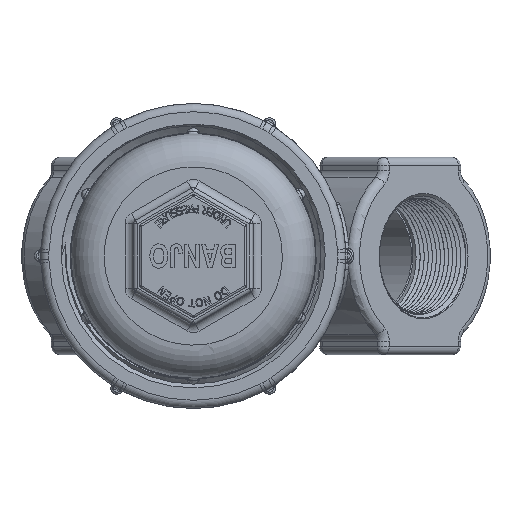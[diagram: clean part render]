
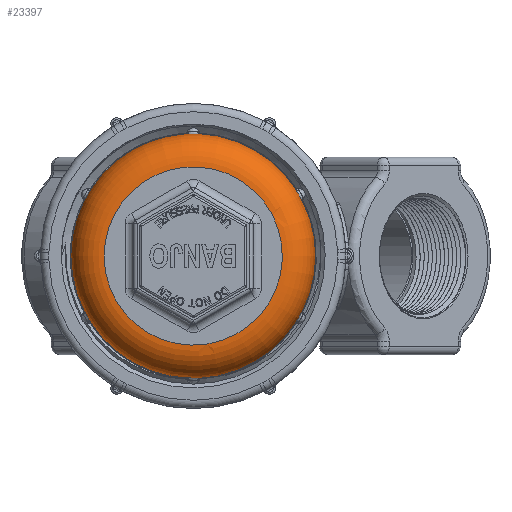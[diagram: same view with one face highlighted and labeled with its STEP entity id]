
A CAD part, front view. The second image highlights one B-rep face of the part: STEP entity #23397.
In plain terms, the highlighted toroidal (fillet/blend) face has major radius 34.319 mm and minor radius 12.7 mm.
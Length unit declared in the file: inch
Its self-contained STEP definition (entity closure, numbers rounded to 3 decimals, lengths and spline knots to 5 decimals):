
#236=TOROIDAL_SURFACE($,#25580,1.35115,0.5);
#4982=CIRCLE($,#25363,1.35115);
#5098=CIRCLE($,#25581,1.85115);
#5099=CIRCLE($,#25582,1.85115);
#5100=CIRCLE($,#25583,1.85115);
#5101=CIRCLE($,#25584,1.85115);
#5102=CIRCLE($,#25585,1.85115);
#5103=CIRCLE($,#25586,1.85115);
#5359=FACE_BOUND($,#7567,.T.);
#6122=FACE_OUTER_BOUND($,#7566,.T.);
#7566=EDGE_LOOP($,(#18476,#18477,#18478,#18479,#18480,#18481,#18482,#18483,
#18484,#18485,#18486,#18487));
#7567=EDGE_LOOP($,(#18488));
#8703=B_SPLINE_CURVE_WITH_KNOTS($,3,(#46066,#46067,#46068,#46069,#46070,
#46071),.UNSPECIFIED.,.F.,.F.,(4,1,1,4),(-2.97563,-2.70553,
-2.52547,-2.3454),.UNSPECIFIED.);
#8707=B_SPLINE_CURVE_WITH_KNOTS($,3,(#46128,#46129,#46130,#46131,#46132,
#46133),.UNSPECIFIED.,.F.,.F.,(4,1,1,4),(-0.63023,-0.45016,
-0.2701,0.),.UNSPECIFIED.);
#8708=B_SPLINE_CURVE_WITH_KNOTS($,3,(#46137,#46138,#46139,#46140,#46141,
#46142),.UNSPECIFIED.,.F.,.F.,(4,1,1,4),(-2.97563,-2.79557,
-2.6155,-2.3454),.UNSPECIFIED.);
#8709=B_SPLINE_CURVE_WITH_KNOTS($,3,(#46146,#46147,#46148,#46149,#46150,
#46151),.UNSPECIFIED.,.F.,.F.,(4,1,1,4),(-2.97563,-2.79557,
-2.6155,-2.3454),.UNSPECIFIED.);
#8710=B_SPLINE_CURVE_WITH_KNOTS($,3,(#46155,#46156,#46157,#46158,#46159,
#46160),.UNSPECIFIED.,.F.,.F.,(4,1,1,4),(-0.63023,-0.45016,
-0.2701,0.),.UNSPECIFIED.);
#8711=B_SPLINE_CURVE_WITH_KNOTS($,3,(#46164,#46165,#46166,#46167,#46168,
#46169),.UNSPECIFIED.,.F.,.F.,(4,1,1,4),(-2.97563,-2.79557,
-2.6155,-2.3454),.UNSPECIFIED.);
#10411=VERTEX_POINT($,#45227);
#10542=VERTEX_POINT($,#46023);
#10544=VERTEX_POINT($,#46064);
#10545=VERTEX_POINT($,#46125);
#10546=VERTEX_POINT($,#46127);
#10547=VERTEX_POINT($,#46134);
#10548=VERTEX_POINT($,#46136);
#10549=VERTEX_POINT($,#46143);
#10550=VERTEX_POINT($,#46145);
#10551=VERTEX_POINT($,#46152);
#10552=VERTEX_POINT($,#46154);
#10553=VERTEX_POINT($,#46161);
#10554=VERTEX_POINT($,#46163);
#13169=EDGE_CURVE($,#10411,#10411,#4982,.T.);
#13401=EDGE_CURVE($,#10544,#10542,#8703,.T.);
#13407=EDGE_CURVE($,#10545,#10544,#5098,.T.);
#13408=EDGE_CURVE($,#10546,#10545,#8707,.T.);
#13409=EDGE_CURVE($,#10547,#10546,#5099,.T.);
#13410=EDGE_CURVE($,#10548,#10547,#8708,.T.);
#13411=EDGE_CURVE($,#10549,#10548,#5100,.T.);
#13412=EDGE_CURVE($,#10550,#10549,#8709,.T.);
#13413=EDGE_CURVE($,#10551,#10550,#5101,.T.);
#13414=EDGE_CURVE($,#10552,#10551,#8710,.T.);
#13415=EDGE_CURVE($,#10553,#10552,#5102,.T.);
#13416=EDGE_CURVE($,#10554,#10553,#8711,.T.);
#13417=EDGE_CURVE($,#10542,#10554,#5103,.T.);
#18476=ORIENTED_EDGE($,*,*,#13401,.F.);
#18477=ORIENTED_EDGE($,*,*,#13407,.F.);
#18478=ORIENTED_EDGE($,*,*,#13408,.F.);
#18479=ORIENTED_EDGE($,*,*,#13409,.F.);
#18480=ORIENTED_EDGE($,*,*,#13410,.F.);
#18481=ORIENTED_EDGE($,*,*,#13411,.F.);
#18482=ORIENTED_EDGE($,*,*,#13412,.F.);
#18483=ORIENTED_EDGE($,*,*,#13413,.F.);
#18484=ORIENTED_EDGE($,*,*,#13414,.F.);
#18485=ORIENTED_EDGE($,*,*,#13415,.F.);
#18486=ORIENTED_EDGE($,*,*,#13416,.F.);
#18487=ORIENTED_EDGE($,*,*,#13417,.F.);
#18488=ORIENTED_EDGE($,*,*,#13169,.T.);
#23397=ADVANCED_FACE($,(#6122,#5359),#236,.T.);
#25363=AXIS2_PLACEMENT_3D($,#45228,#29019,#29020);
#25580=AXIS2_PLACEMENT_3D($,#46124,#29543,#29544);
#25581=AXIS2_PLACEMENT_3D($,#46126,#29545,#29546);
#25582=AXIS2_PLACEMENT_3D($,#46135,#29547,#29548);
#25583=AXIS2_PLACEMENT_3D($,#46144,#29549,#29550);
#25584=AXIS2_PLACEMENT_3D($,#46153,#29551,#29552);
#25585=AXIS2_PLACEMENT_3D($,#46162,#29553,#29554);
#25586=AXIS2_PLACEMENT_3D($,#46170,#29555,#29556);
#29019=DIRECTION('center_axis',(0.,1.,0.));
#29020=DIRECTION('ref_axis',(-1.,0.,0.));
#29543=DIRECTION('center_axis',(0.,1.,0.));
#29544=DIRECTION('ref_axis',(0.,0.,1.));
#29545=DIRECTION('center_axis',(0.,1.,0.));
#29546=DIRECTION('ref_axis',(-1.,0.,0.));
#29547=DIRECTION('center_axis',(0.,1.,0.));
#29548=DIRECTION('ref_axis',(-1.,0.,0.));
#29549=DIRECTION('center_axis',(0.,1.,0.));
#29550=DIRECTION('ref_axis',(-1.,0.,0.));
#29551=DIRECTION('center_axis',(0.,1.,0.));
#29552=DIRECTION('ref_axis',(-1.,0.,0.));
#29553=DIRECTION('center_axis',(0.,1.,0.));
#29554=DIRECTION('ref_axis',(-1.,0.,0.));
#29555=DIRECTION('center_axis',(0.,1.,0.));
#29556=DIRECTION('ref_axis',(-1.,0.,0.));
#45227=CARTESIAN_POINT('',(-1.35115,-3.44,0.));
#45228=CARTESIAN_POINT('Origin',(0.,-3.44,0.));
#46023=CARTESIAN_POINT('',(-1.54725,-2.94,1.01625));
#46064=CARTESIAN_POINT('',(-1.65373,-2.94,0.83183));
#46066=CARTESIAN_POINT('Ctrl Pts',(-1.65373,-2.94,
0.83183));
#46067=CARTESIAN_POINT('Ctrl Pts',(-1.64357,-2.9639,0.85202));
#46068=CARTESIAN_POINT('Ctrl Pts',(-1.61605,-2.99004,
0.89903));
#46069=CARTESIAN_POINT('Ctrl Pts',(-1.5753,-2.98083,
0.97004));
#46070=CARTESIAN_POINT('Ctrl Pts',(-1.55551,-2.9559,
1.00368));
#46071=CARTESIAN_POINT('Ctrl Pts',(-1.54725,-2.94,
1.01625));
#46124=CARTESIAN_POINT('Origin',(0.,-2.94,0.));
#46125=CARTESIAN_POINT('',(-1.65373,-2.94,-0.83183));
#46126=CARTESIAN_POINT('Origin',(0.,-2.94,0.));
#46127=CARTESIAN_POINT('',(-1.54725,-2.94,-1.01625));
#46128=CARTESIAN_POINT('Ctrl Pts',(-1.54725,-2.94,
-1.01625));
#46129=CARTESIAN_POINT('Ctrl Pts',(-1.55552,-2.95593,
-1.00366));
#46130=CARTESIAN_POINT('Ctrl Pts',(-1.5753,-2.98081,
-0.97004));
#46131=CARTESIAN_POINT('Ctrl Pts',(-1.61605,-2.99004,
-0.89902));
#46132=CARTESIAN_POINT('Ctrl Pts',(-1.64359,-2.96386,
-0.85199));
#46133=CARTESIAN_POINT('Ctrl Pts',(-1.65373,-2.94,
-0.83183));
#46134=CARTESIAN_POINT('',(-0.10647,-2.94,-1.84809));
#46135=CARTESIAN_POINT('Origin',(0.,-2.94,0.));
#46136=CARTESIAN_POINT('',(0.10647,-2.94,-1.84809));
#46137=CARTESIAN_POINT('Ctrl Pts',(0.10647,-2.94,
-1.84809));
#46138=CARTESIAN_POINT('Ctrl Pts',(0.09143,-2.95593,
-1.84895));
#46139=CARTESIAN_POINT('Ctrl Pts',(0.05244,-2.98081,
-1.84927));
#46140=CARTESIAN_POINT('Ctrl Pts',(-0.02945,-2.99004,
-1.84906));
#46141=CARTESIAN_POINT('Ctrl Pts',(-0.08395,-2.96386,
-1.84938));
#46142=CARTESIAN_POINT('Ctrl Pts',(-0.10647,-2.94,
-1.84809));
#46143=CARTESIAN_POINT('',(1.54725,-2.94,-1.01625));
#46144=CARTESIAN_POINT('Origin',(0.,-2.94,0.));
#46145=CARTESIAN_POINT('',(1.65373,-2.94,-0.83183));
#46146=CARTESIAN_POINT('Ctrl Pts',(1.65373,-2.94,-0.83183));
#46147=CARTESIAN_POINT('Ctrl Pts',(1.64696,-2.95593,-0.84529));
#46148=CARTESIAN_POINT('Ctrl Pts',(1.62773,-2.98081,-0.87922));
#46149=CARTESIAN_POINT('Ctrl Pts',(1.5866,-2.99004,-0.95003));
#46150=CARTESIAN_POINT('Ctrl Pts',(1.55964,-2.96386,-0.9974));
#46151=CARTESIAN_POINT('Ctrl Pts',(1.54725,-2.94,-1.01625));
#46152=CARTESIAN_POINT('',(1.65373,-2.94,0.83183));
#46153=CARTESIAN_POINT('Origin',(0.,-2.94,0.));
#46154=CARTESIAN_POINT('',(1.54725,-2.94,1.01625));
#46155=CARTESIAN_POINT('Ctrl Pts',(1.54725,-2.94,1.01625));
#46156=CARTESIAN_POINT('Ctrl Pts',(1.55552,-2.95593,1.00366));
#46157=CARTESIAN_POINT('Ctrl Pts',(1.5753,-2.98081,0.97004));
#46158=CARTESIAN_POINT('Ctrl Pts',(1.61605,-2.99004,0.89902));
#46159=CARTESIAN_POINT('Ctrl Pts',(1.64359,-2.96386,0.85199));
#46160=CARTESIAN_POINT('Ctrl Pts',(1.65373,-2.94,0.83183));
#46161=CARTESIAN_POINT('',(0.10647,-2.94,1.84809));
#46162=CARTESIAN_POINT('Origin',(0.,-2.94,0.));
#46163=CARTESIAN_POINT('',(-0.10647,-2.94,1.84809));
#46164=CARTESIAN_POINT('Ctrl Pts',(-0.10647,-2.94,
1.84809));
#46165=CARTESIAN_POINT('Ctrl Pts',(-0.09143,-2.95593,
1.84895));
#46166=CARTESIAN_POINT('Ctrl Pts',(-0.05244,-2.98081,
1.84927));
#46167=CARTESIAN_POINT('Ctrl Pts',(0.02945,-2.99004,
1.84906));
#46168=CARTESIAN_POINT('Ctrl Pts',(0.08395,-2.96386,
1.84938));
#46169=CARTESIAN_POINT('Ctrl Pts',(0.10647,-2.94,
1.84809));
#46170=CARTESIAN_POINT('Origin',(0.,-2.94,0.));
